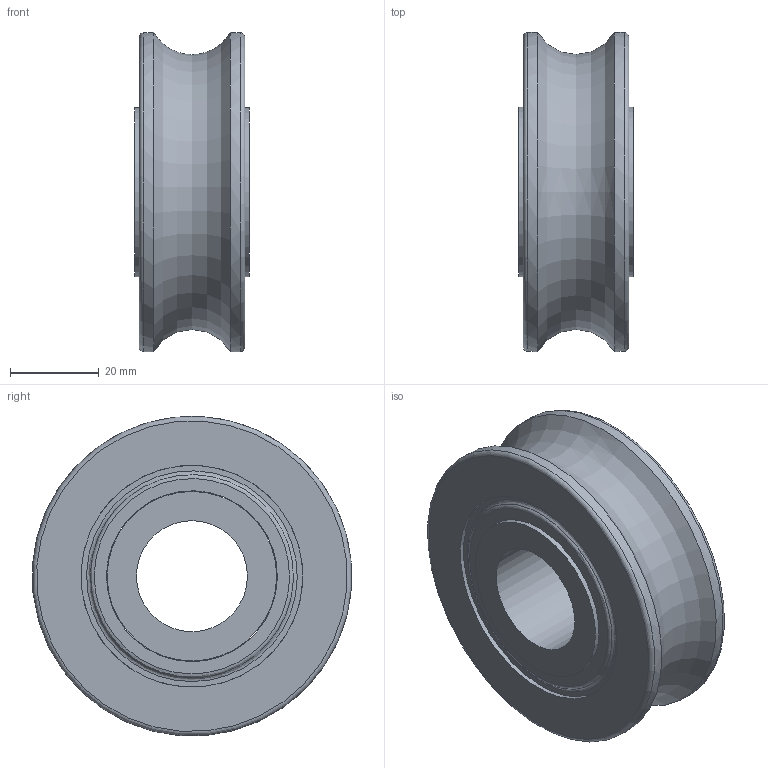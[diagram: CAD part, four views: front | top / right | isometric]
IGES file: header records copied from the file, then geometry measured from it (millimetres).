
Global section: file name: 802072.stp.ipt; native system: Autodesk Inventor 2014; preprocessor: unknown; author: zeman; date: 20151016.102111; units: millimetre
Bounding box: 25.8 x 71.92 x 71.91 mm (x, y, z)
Volume: 61817.2 mm3; surface area: 29065.9 mm2
Topology: 24 solids, 24 shells, 64 faces, 180 edges, 130 vertices
Faces by surface type: revolution 23, sphere 20, plane 14, cylinder 7
Full cylindrical faces by diameter (mm): 38.2 x3, 50 x2, 72 x2
